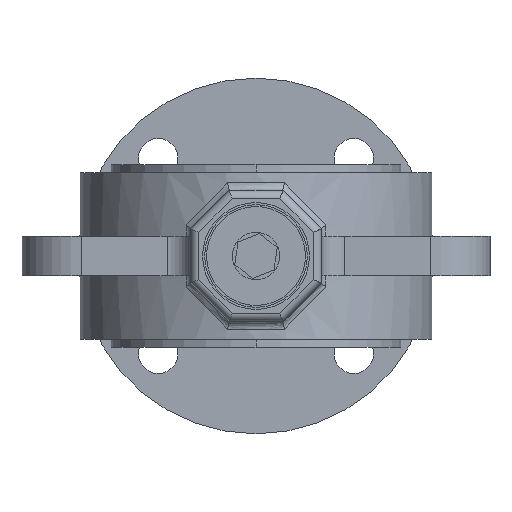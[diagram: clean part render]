
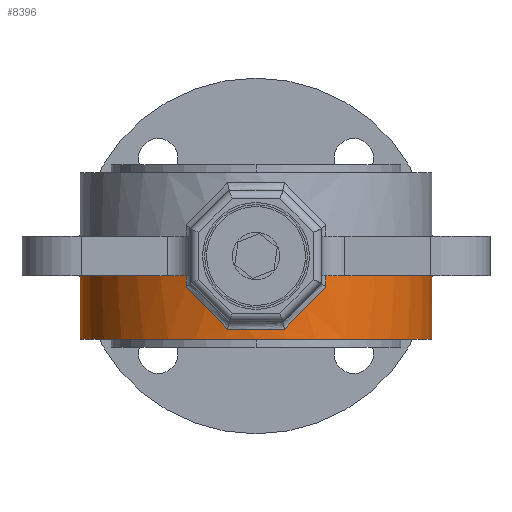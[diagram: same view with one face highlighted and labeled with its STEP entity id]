
A CAD part, front view. The second image highlights one B-rep face of the part: STEP entity #8396.
In plain terms, the highlighted cylindrical face has radius 44.5 mm (diameter 89 mm), a partial arc.
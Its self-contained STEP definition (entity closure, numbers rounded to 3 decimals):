
#17 = CARTESIAN_POINT ( 'NONE',  ( 0., 0., -5. ) ) ;
#29 = VERTEX_POINT ( 'NONE', #3229 ) ;
#543 = CARTESIAN_POINT ( 'NONE',  ( 44.5, 0., -21. ) ) ;
#558 = ORIENTED_EDGE ( 'NONE', *, *, #15319, .T. ) ;
#1176 = CARTESIAN_POINT ( 'NONE',  ( 14.381, -42.268, -11.136 ) ) ;
#1211 = ORIENTED_EDGE ( 'NONE', *, *, #8502, .T. ) ;
#1318 = CARTESIAN_POINT ( 'NONE',  ( 7.333, -43.892, -18.5 ) ) ;
#2022 = AXIS2_PLACEMENT_3D ( 'NONE', #17, #16914, #18602 ) ;
#2034 = ORIENTED_EDGE ( 'NONE', *, *, #9696, .T. ) ;
#2367 = CARTESIAN_POINT ( 'NONE',  ( 0., 0., -21. ) ) ;
#3154 = EDGE_CURVE ( 'NONE', #5144, #15340, #21010, .T. ) ;
#3229 = CARTESIAN_POINT ( 'NONE',  ( 17.704, -40.827, -7.663 ) ) ;
#3700 = ORIENTED_EDGE ( 'NONE', *, *, #6843, .T. ) ;
#3900 = LINE ( 'NONE', #6431, #6262 ) ;
#4231 = CARTESIAN_POINT ( 'NONE',  ( 44.5, 0., 21. ) ) ;
#4275 = ORIENTED_EDGE ( 'NONE', *, *, #15908, .F. ) ;
#4299 = AXIS2_PLACEMENT_3D ( 'NONE', #15006, #4881, #18436 ) ;
#4712 = CIRCLE ( 'NONE', #19427, 44.5 ) ;
#4726 = VERTEX_POINT ( 'NONE', #15217 ) ;
#4881 = DIRECTION ( 'NONE',  ( 0., 0., -1. ) ) ;
#5144 = VERTEX_POINT ( 'NONE', #13511 ) ;
#5647 = VECTOR ( 'NONE', #6209, 1000. ) ;
#5924 = CARTESIAN_POINT ( 'NONE',  ( -7.333, -43.892, -18.5 ) ) ;
#5928 = LINE ( 'NONE', #9209, #8237 ) ;
#5947 = AXIS2_PLACEMENT_3D ( 'NONE', #20355, #17264, #13824 ) ;
#6083 = CARTESIAN_POINT ( 'NONE',  ( 10.907, -43.295, -14.766 ) ) ;
#6209 = DIRECTION ( 'NONE',  ( 0., 0., -1. ) ) ;
#6262 = VECTOR ( 'NONE', #10491, 1000. ) ;
#6286 = CARTESIAN_POINT ( 'NONE',  ( -17.704, -40.827, -7.663 ) ) ;
#6310 = VERTEX_POINT ( 'NONE', #18745 ) ;
#6431 = CARTESIAN_POINT ( 'NONE',  ( -44.5, 0., 21. ) ) ;
#6480 = VERTEX_POINT ( 'NONE', #5924 ) ;
#6489 = ORIENTED_EDGE ( 'NONE', *, *, #3154, .F. ) ;
#6757 = FACE_OUTER_BOUND ( 'NONE', #16381, .T. ) ;
#6843 = EDGE_CURVE ( 'NONE', #11718, #15340, #4712, .T. ) ;
#7576 = DIRECTION ( 'NONE',  ( 0., 0., 1. ) ) ;
#7602 = VERTEX_POINT ( 'NONE', #19283 ) ;
#8237 = VECTOR ( 'NONE', #7576, 1000. ) ;
#8256 = EDGE_CURVE ( 'NONE', #29, #6310, #17151, .T. ) ;
#8299 = EDGE_CURVE ( 'NONE', #17060, #10139, #20824, .T. ) ;
#8396 = ADVANCED_FACE ( 'NONE', ( #6757 ), #9931, .T. ) ;
#8453 = CIRCLE ( 'NONE', #5947, 44.5 ) ;
#8502 = EDGE_CURVE ( 'NONE', #17060, #11718, #3900, .T. ) ;
#9209 = CARTESIAN_POINT ( 'NONE',  ( -17.704, -40.827, 21. ) ) ;
#9297 = CARTESIAN_POINT ( 'NONE',  ( -44.5, 0., -21. ) ) ;
#9696 = EDGE_CURVE ( 'NONE', #6480, #7602, #17271, .T. ) ;
#9825 = CARTESIAN_POINT ( 'NONE',  ( 0., 0., -5. ) ) ;
#9931 = CYLINDRICAL_SURFACE ( 'NONE', #4299, 44.5 ) ;
#10045 = DIRECTION ( 'NONE',  ( 1., 0., 0. ) ) ;
#10139 = VERTEX_POINT ( 'NONE', #18460 ) ;
#10491 = DIRECTION ( 'NONE',  ( 0., 0., -1. ) ) ;
#11246 = CARTESIAN_POINT ( 'NONE',  ( -7.333, -43.892, -18.5 ) ) ;
#11718 = VERTEX_POINT ( 'NONE', #9297 ) ;
#12092 = DIRECTION ( 'NONE',  ( 0., 0., -1. ) ) ;
#12162 = CARTESIAN_POINT ( 'NONE',  ( 17.704, -40.827, 21. ) ) ;
#12776 = ORIENTED_EDGE ( 'NONE', *, *, #15681, .T. ) ;
#12968 = ORIENTED_EDGE ( 'NONE', *, *, #8299, .F. ) ;
#13511 = CARTESIAN_POINT ( 'NONE',  ( 44.5, 0., -5. ) ) ;
#13778 = ORIENTED_EDGE ( 'NONE', *, *, #14590, .T. ) ;
#13824 = DIRECTION ( 'NONE',  ( -1., 0., 0. ) ) ;
#14590 = EDGE_CURVE ( 'NONE', #6310, #6480, #8453, .T. ) ;
#14873 = LINE ( 'NONE', #12162, #17298 ) ;
#15006 = CARTESIAN_POINT ( 'NONE',  ( 0., 0., 21. ) ) ;
#15217 = CARTESIAN_POINT ( 'NONE',  ( 17.704, -40.827, -5. ) ) ;
#15319 = EDGE_CURVE ( 'NONE', #7602, #10139, #5928, .T. ) ;
#15340 = VERTEX_POINT ( 'NONE', #543 ) ;
#15681 = EDGE_CURVE ( 'NONE', #4726, #29, #14873, .T. ) ;
#15908 = EDGE_CURVE ( 'NONE', #4726, #5144, #15937, .T. ) ;
#15937 = CIRCLE ( 'NONE', #2022, 44.5 ) ;
#16219 = CARTESIAN_POINT ( 'NONE',  ( -10.907, -43.295, -14.766 ) ) ;
#16381 = EDGE_LOOP ( 'NONE', ( #6489, #4275, #12776, #19054, #13778, #2034, #558, #12968, #1211, #3700 ) ) ;
#16710 = CARTESIAN_POINT ( 'NONE',  ( -44.5, 0., -5. ) ) ;
#16914 = DIRECTION ( 'NONE',  ( 0., 0., 1. ) ) ;
#17060 = VERTEX_POINT ( 'NONE', #16710 ) ;
#17151 =( BOUNDED_CURVE ( )  B_SPLINE_CURVE ( 3, ( #21566, #1176, #6083, #1318 ),
 .UNSPECIFIED., .F., .F. ) 
 B_SPLINE_CURVE_WITH_KNOTS ( ( 4, 4 ),
 ( 4.303, 4.547 ),
 .UNSPECIFIED. ) 
 CURVE ( )  GEOMETRIC_REPRESENTATION_ITEM ( )  RATIONAL_B_SPLINE_CURVE ( ( 1., 0.995, 0.995, 1. ) ) 
 REPRESENTATION_ITEM ( '' )  );
#17264 = DIRECTION ( 'NONE',  ( 0., 0., -1. ) ) ;
#17271 =( BOUNDED_CURVE ( )  B_SPLINE_CURVE ( 3, ( #11246, #16219, #17942, #6286 ),
 .UNSPECIFIED., .F., .T. ) 
 B_SPLINE_CURVE_WITH_KNOTS ( ( 4, 4 ),
 ( 1.736, 1.98 ),
 .UNSPECIFIED. ) 
 CURVE ( )  GEOMETRIC_REPRESENTATION_ITEM ( )  RATIONAL_B_SPLINE_CURVE ( ( 1., 0.995, 0.995, 1. ) ) 
 REPRESENTATION_ITEM ( '' )  );
#17298 = VECTOR ( 'NONE', #12092, 1000. ) ;
#17463 = DIRECTION ( 'NONE',  ( 0., 0., 1. ) ) ;
#17942 = CARTESIAN_POINT ( 'NONE',  ( -14.381, -42.268, -11.136 ) ) ;
#18293 = DIRECTION ( 'NONE',  ( 0., 0., 1. ) ) ;
#18436 = DIRECTION ( 'NONE',  ( -1., 0., 0. ) ) ;
#18460 = CARTESIAN_POINT ( 'NONE',  ( -17.704, -40.827, -5. ) ) ;
#18602 = DIRECTION ( 'NONE',  ( 1., 0., 0. ) ) ;
#18745 = CARTESIAN_POINT ( 'NONE',  ( 7.333, -43.892, -18.5 ) ) ;
#19054 = ORIENTED_EDGE ( 'NONE', *, *, #8256, .T. ) ;
#19283 = CARTESIAN_POINT ( 'NONE',  ( -17.704, -40.827, -7.663 ) ) ;
#19427 = AXIS2_PLACEMENT_3D ( 'NONE', #2367, #17463, #21009 ) ;
#19893 = AXIS2_PLACEMENT_3D ( 'NONE', #9825, #18293, #10045 ) ;
#20355 = CARTESIAN_POINT ( 'NONE',  ( 0., 0., -18.5 ) ) ;
#20824 = CIRCLE ( 'NONE', #19893, 44.5 ) ;
#21009 = DIRECTION ( 'NONE',  ( 1., 0., 0. ) ) ;
#21010 = LINE ( 'NONE', #4231, #5647 ) ;
#21566 = CARTESIAN_POINT ( 'NONE',  ( 17.704, -40.827, -7.663 ) ) ;
